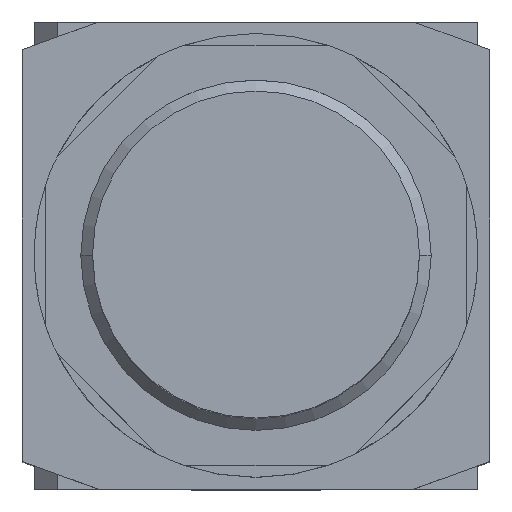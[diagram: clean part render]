
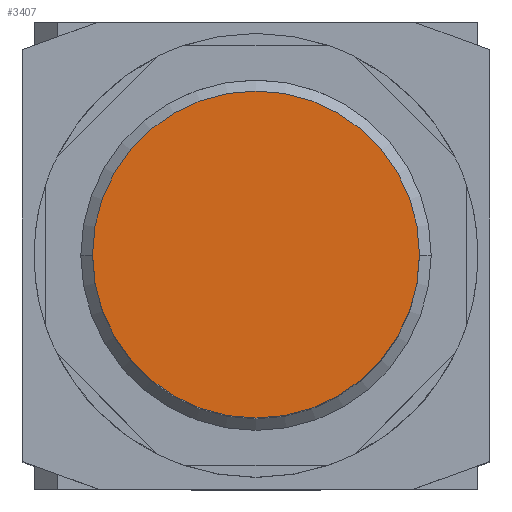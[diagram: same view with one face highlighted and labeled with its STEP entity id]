
A CAD part, top view. The second image highlights one B-rep face of the part: STEP entity #3407.
In plain terms, the highlighted planar face has unit normal (0, 0, 1).
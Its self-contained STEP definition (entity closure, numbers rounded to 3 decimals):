
#1901=CARTESIAN_POINT('',(14.,0.0,85.0));
#1902=VERTEX_POINT('',#1901);
#1918=CARTESIAN_POINT('',(-14.,0.,85.0));
#1919=VERTEX_POINT('',#1918);
#1926=CARTESIAN_POINT('',(0.0,0.0,85.0));
#1927=DIRECTION('',(0.0,0.0,1.0));
#1928=DIRECTION('',(1.0,0.0,0.0));
#1929=AXIS2_PLACEMENT_3D('',#1926,#1927,#1928);
#1930=CIRCLE('',#1929,14.);
#1931=EDGE_CURVE('',#1902,#1919,#1930,.T.);
#3392=CARTESIAN_POINT('',(7.,0.0,85.0));
#3393=DIRECTION('',(0.0,0.0,1.0));
#3394=DIRECTION('',(1.0,0.0,0.0));
#3395=AXIS2_PLACEMENT_3D('',#3392,#3393,#3394);
#3396=PLANE('',#3395);
#3397=ORIENTED_EDGE('',*,*,#1931,.T.);
#3398=CARTESIAN_POINT('',(0.0,0.0,85.0));
#3399=DIRECTION('',(0.0,0.0,1.0));
#3400=DIRECTION('',(1.0,0.0,0.0));
#3401=AXIS2_PLACEMENT_3D('',#3398,#3399,#3400);
#3402=CIRCLE('',#3401,14.);
#3403=EDGE_CURVE('',#1919,#1902,#3402,.T.);
#3404=ORIENTED_EDGE('',*,*,#3403,.T.);
#3405=EDGE_LOOP('',(#3397,#3404));
#3406=FACE_OUTER_BOUND('',#3405,.T.);
#3407=ADVANCED_FACE('',(#3406),#3396,.T.);
